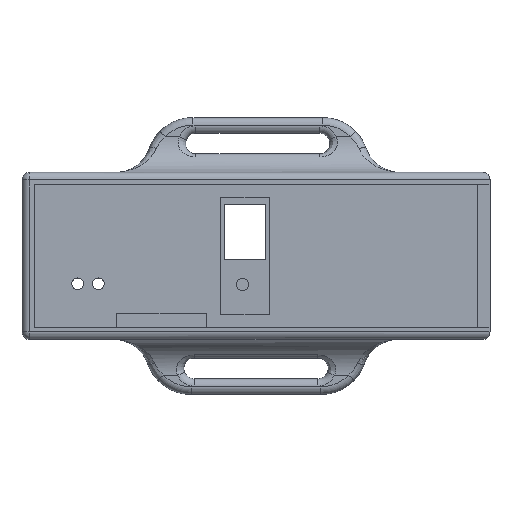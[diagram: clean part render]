
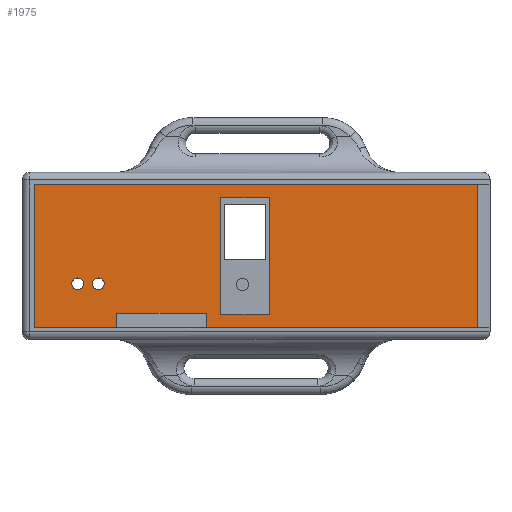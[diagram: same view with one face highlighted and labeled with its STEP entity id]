
A CAD part, top view. The second image highlights one B-rep face of the part: STEP entity #1975.
In plain terms, the highlighted planar face has unit normal (0, 0, 1).
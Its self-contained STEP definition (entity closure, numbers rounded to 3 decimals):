
#83=FACE_BOUND('',#389,.T.);
#84=FACE_BOUND('',#390,.T.);
#85=FACE_BOUND('',#391,.T.);
#94=CIRCLE('',#2117,0.85);
#95=CIRCLE('',#2118,0.85);
#261=FACE_OUTER_BOUND('',#388,.T.);
#388=EDGE_LOOP('',(#1380,#1381,#1382,#1383,#1384,#1385,#1386,#1387,#1388,
#1389,#1390,#1391));
#389=EDGE_LOOP('',(#1392,#1393,#1394,#1395));
#390=EDGE_LOOP('',(#1396));
#391=EDGE_LOOP('',(#1397));
#507=LINE('',#2978,#669);
#511=LINE('',#2986,#673);
#514=LINE('',#2992,#676);
#518=LINE('',#3000,#680);
#522=LINE('',#3007,#684);
#536=LINE('',#3041,#698);
#540=LINE('',#3049,#702);
#543=LINE('',#3055,#705);
#546=LINE('',#3060,#708);
#548=LINE('',#3065,#710);
#549=LINE('',#3067,#711);
#550=LINE('',#3069,#712);
#551=LINE('',#3071,#713);
#552=LINE('',#3073,#714);
#553=LINE('',#3075,#715);
#554=LINE('',#3076,#716);
#669=VECTOR('',#2340,10.);
#673=VECTOR('',#2346,10.);
#676=VECTOR('',#2351,10.);
#680=VECTOR('',#2359,10.);
#684=VECTOR('',#2363,10.);
#698=VECTOR('',#2393,10.);
#702=VECTOR('',#2399,10.);
#705=VECTOR('',#2404,10.);
#708=VECTOR('',#2409,10.);
#710=VECTOR('',#2415,10.);
#711=VECTOR('',#2416,10.);
#712=VECTOR('',#2417,10.);
#713=VECTOR('',#2418,10.);
#714=VECTOR('',#2419,10.);
#715=VECTOR('',#2420,10.);
#716=VECTOR('',#2421,10.);
#831=VERTEX_POINT('',#2976);
#832=VERTEX_POINT('',#2977);
#835=VERTEX_POINT('',#2985);
#837=VERTEX_POINT('',#2991);
#839=VERTEX_POINT('',#2999);
#842=VERTEX_POINT('',#3005);
#853=VERTEX_POINT('',#3039);
#854=VERTEX_POINT('',#3040);
#857=VERTEX_POINT('',#3048);
#859=VERTEX_POINT('',#3054);
#861=VERTEX_POINT('',#3064);
#862=VERTEX_POINT('',#3066);
#863=VERTEX_POINT('',#3068);
#864=VERTEX_POINT('',#3070);
#865=VERTEX_POINT('',#3072);
#866=VERTEX_POINT('',#3074);
#867=VERTEX_POINT('',#3077);
#868=VERTEX_POINT('',#3079);
#1009=EDGE_CURVE('',#831,#832,#507,.T.);
#1013=EDGE_CURVE('',#832,#835,#511,.T.);
#1016=EDGE_CURVE('',#835,#837,#514,.T.);
#1020=EDGE_CURVE('',#839,#831,#518,.T.);
#1024=EDGE_CURVE('',#837,#842,#522,.T.);
#1040=EDGE_CURVE('',#853,#854,#536,.T.);
#1044=EDGE_CURVE('',#854,#857,#540,.T.);
#1047=EDGE_CURVE('',#857,#859,#543,.T.);
#1050=EDGE_CURVE('',#859,#853,#546,.T.);
#1052=EDGE_CURVE('',#842,#861,#548,.T.);
#1053=EDGE_CURVE('',#861,#862,#549,.T.);
#1054=EDGE_CURVE('',#862,#863,#550,.T.);
#1055=EDGE_CURVE('',#863,#864,#551,.T.);
#1056=EDGE_CURVE('',#865,#864,#552,.T.);
#1057=EDGE_CURVE('',#866,#865,#553,.T.);
#1058=EDGE_CURVE('',#866,#839,#554,.T.);
#1059=EDGE_CURVE('',#867,#867,#94,.T.);
#1060=EDGE_CURVE('',#868,#868,#95,.T.);
#1380=ORIENTED_EDGE('',*,*,#1016,.T.);
#1381=ORIENTED_EDGE('',*,*,#1024,.T.);
#1382=ORIENTED_EDGE('',*,*,#1052,.T.);
#1383=ORIENTED_EDGE('',*,*,#1053,.T.);
#1384=ORIENTED_EDGE('',*,*,#1054,.T.);
#1385=ORIENTED_EDGE('',*,*,#1055,.T.);
#1386=ORIENTED_EDGE('',*,*,#1056,.F.);
#1387=ORIENTED_EDGE('',*,*,#1057,.F.);
#1388=ORIENTED_EDGE('',*,*,#1058,.T.);
#1389=ORIENTED_EDGE('',*,*,#1020,.T.);
#1390=ORIENTED_EDGE('',*,*,#1009,.T.);
#1391=ORIENTED_EDGE('',*,*,#1013,.T.);
#1392=ORIENTED_EDGE('',*,*,#1040,.T.);
#1393=ORIENTED_EDGE('',*,*,#1044,.T.);
#1394=ORIENTED_EDGE('',*,*,#1047,.T.);
#1395=ORIENTED_EDGE('',*,*,#1050,.T.);
#1396=ORIENTED_EDGE('',*,*,#1059,.T.);
#1397=ORIENTED_EDGE('',*,*,#1060,.T.);
#1929=PLANE('',#2116);
#1975=ADVANCED_FACE('',(#261,#83,#84,#85),#1929,.T.);
#2116=AXIS2_PLACEMENT_3D('',#3063,#2413,#2414);
#2117=AXIS2_PLACEMENT_3D('',#3078,#2422,#2423);
#2118=AXIS2_PLACEMENT_3D('',#3080,#2424,#2425);
#2340=DIRECTION('',(0.,1.,0.));
#2346=DIRECTION('',(1.,0.,0.));
#2351=DIRECTION('',(0.,-1.,0.));
#2359=DIRECTION('',(1.,0.,0.));
#2363=DIRECTION('',(1.,0.,0.));
#2393=DIRECTION('',(0.,1.,0.));
#2399=DIRECTION('',(1.,0.,0.));
#2404=DIRECTION('',(0.,-1.,0.));
#2409=DIRECTION('',(-1.,0.,0.));
#2413=DIRECTION('center_axis',(0.,0.,1.));
#2414=DIRECTION('ref_axis',(1.,0.,0.));
#2415=DIRECTION('',(0.,1.,0.));
#2416=DIRECTION('',(-1.,0.,0.));
#2417=DIRECTION('',(0.,-1.,0.));
#2418=DIRECTION('',(-1.,0.,0.));
#2419=DIRECTION('',(0.,1.,0.));
#2420=DIRECTION('',(-1.,0.,0.));
#2421=DIRECTION('',(0.,-1.,0.));
#2422=DIRECTION('center_axis',(0.,0.,-1.));
#2423=DIRECTION('ref_axis',(1.,0.,0.));
#2424=DIRECTION('center_axis',(0.,0.,-1.));
#2425=DIRECTION('ref_axis',(1.,0.,0.));
#2976=CARTESIAN_POINT('',(12.,0.,1.));
#2977=CARTESIAN_POINT('',(12.,2.,1.));
#2978=CARTESIAN_POINT('',(12.,6.175,1.));
#2985=CARTESIAN_POINT('',(25.,2.,1.));
#2986=CARTESIAN_POINT('',(28.625,2.,1.));
#2991=CARTESIAN_POINT('',(25.,0.,1.));
#2992=CARTESIAN_POINT('',(25.,5.175,1.));
#2999=CARTESIAN_POINT('',(0.,0.,1.));
#3000=CARTESIAN_POINT('',(48.375,0.,1.));
#3005=CARTESIAN_POINT('',(64.5,0.,1.));
#3007=CARTESIAN_POINT('',(48.375,0.,1.));
#3039=CARTESIAN_POINT('',(27.1,1.85,1.));
#3040=CARTESIAN_POINT('',(27.1,18.85,1.));
#3041=CARTESIAN_POINT('',(27.1,14.6,1.));
#3048=CARTESIAN_POINT('',(34.2,18.85,1.));
#3049=CARTESIAN_POINT('',(33.225,18.85,1.));
#3054=CARTESIAN_POINT('',(34.2,1.85,1.));
#3055=CARTESIAN_POINT('',(34.2,6.1,1.));
#3060=CARTESIAN_POINT('',(29.675,1.85,1.));
#3063=CARTESIAN_POINT('Origin',(32.25,10.35,1.));
#3064=CARTESIAN_POINT('',(64.5,20.7,1.));
#3065=CARTESIAN_POINT('',(64.5,15.525,1.));
#3066=CARTESIAN_POINT('',(0.,20.7,1.));
#3067=CARTESIAN_POINT('',(16.125,20.7,1.));
#3068=CARTESIAN_POINT('',(0.,17.9,1.));
#3069=CARTESIAN_POINT('',(0.,5.175,1.));
#3070=CARTESIAN_POINT('',(-1.795,17.9,1.));
#3071=CARTESIAN_POINT('',(0.,17.9,1.));
#3072=CARTESIAN_POINT('',(-1.795,7.9,1.));
#3073=CARTESIAN_POINT('',(-1.795,16.425,1.));
#3074=CARTESIAN_POINT('',(0.,7.9,1.));
#3075=CARTESIAN_POINT('',(0.,7.9,1.));
#3076=CARTESIAN_POINT('',(0.,5.175,1.));
#3077=CARTESIAN_POINT('',(5.45,6.3,1.));
#3078=CARTESIAN_POINT('Origin',(6.3,6.3,1.));
#3079=CARTESIAN_POINT('',(8.45,6.3,1.));
#3080=CARTESIAN_POINT('Origin',(9.3,6.3,1.));
